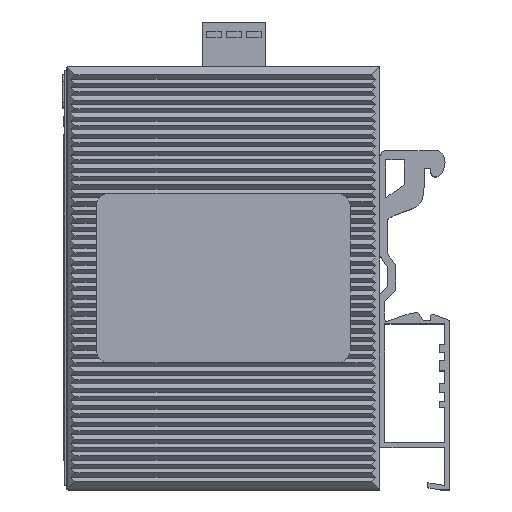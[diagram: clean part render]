
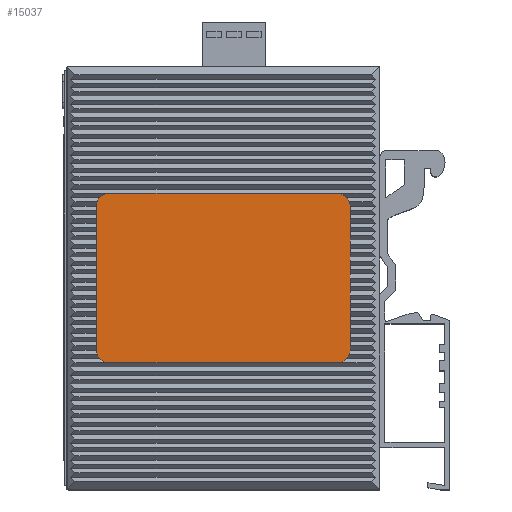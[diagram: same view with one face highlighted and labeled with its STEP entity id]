
A CAD part, top view. The second image highlights one B-rep face of the part: STEP entity #15037.
In plain terms, the highlighted planar face has unit normal (0, 0, 1).
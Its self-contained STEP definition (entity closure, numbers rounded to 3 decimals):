
#108=CIRCLE('',#15792,3.);
#109=CIRCLE('',#15798,3.);
#110=CIRCLE('',#15805,3.);
#111=CIRCLE('',#15811,3.);
#1519=LINE('',#23880,#3432);
#1592=LINE('',#24042,#3505);
#1594=LINE('',#24054,#3507);
#1596=LINE('',#24057,#3509);
#3432=VECTOR('',#18500,34.);
#3505=VECTOR('',#18595,34.);
#3507=VECTOR('',#18609,54.);
#3509=VECTOR('',#18613,54.);
#4613=FACE_OUTER_BOUND('',#5456,.T.);
#5456=EDGE_LOOP('',(#12426,#12427,#12428,#12429,#12430,#12431,#12432,#12433));
#6951=VERTEX_POINT('',#23867);
#6952=VERTEX_POINT('',#23869);
#6956=VERTEX_POINT('',#23879);
#6991=VERTEX_POINT('',#23951);
#6998=VERTEX_POINT('',#23966);
#6999=VERTEX_POINT('',#23968);
#7034=VERTEX_POINT('',#24040);
#7038=VERTEX_POINT('',#24050);
#8825=EDGE_CURVE('',#6952,#6951,#108,.T.);
#8830=EDGE_CURVE('',#6956,#6952,#1519,.T.);
#8866=EDGE_CURVE('',#6991,#6956,#109,.T.);
#8874=EDGE_CURVE('',#6999,#6998,#110,.T.);
#8911=EDGE_CURVE('',#6998,#7034,#1592,.T.);
#8916=EDGE_CURVE('',#7034,#7038,#111,.T.);
#8917=EDGE_CURVE('',#7038,#6991,#1594,.T.);
#8919=EDGE_CURVE('',#6951,#6999,#1596,.T.);
#12426=ORIENTED_EDGE('',*,*,#8874,.T.);
#12427=ORIENTED_EDGE('',*,*,#8911,.T.);
#12428=ORIENTED_EDGE('',*,*,#8916,.T.);
#12429=ORIENTED_EDGE('',*,*,#8917,.T.);
#12430=ORIENTED_EDGE('',*,*,#8866,.T.);
#12431=ORIENTED_EDGE('',*,*,#8830,.T.);
#12432=ORIENTED_EDGE('',*,*,#8825,.T.);
#12433=ORIENTED_EDGE('',*,*,#8919,.T.);
#14022=PLANE('',#15814);
#15037=ADVANCED_FACE('',(#4613),#14022,.T.);
#15792=AXIS2_PLACEMENT_3D('',#23870,#18490,#18491);
#15798=AXIS2_PLACEMENT_3D('',#23952,#18539,#18540);
#15805=AXIS2_PLACEMENT_3D('',#23969,#18555,#18556);
#15811=AXIS2_PLACEMENT_3D('',#24052,#18605,#18606);
#15814=AXIS2_PLACEMENT_3D('',#24059,#18615,#18616);
#18490=DIRECTION('center_axis',(0.,0.,1.));
#18491=DIRECTION('ref_axis',(0.,1.,0.));
#18500=DIRECTION('',(0.,1.,0.));
#18539=DIRECTION('center_axis',(0.,0.,1.));
#18540=DIRECTION('ref_axis',(1.,0.,0.));
#18555=DIRECTION('center_axis',(0.,0.,1.));
#18556=DIRECTION('ref_axis',(-1.,0.,0.));
#18595=DIRECTION('',(0.,-1.,0.));
#18605=DIRECTION('center_axis',(0.,0.,1.));
#18606=DIRECTION('ref_axis',(0.,-1.,0.));
#18609=DIRECTION('',(1.,0.,0.));
#18613=DIRECTION('',(-1.,0.,0.));
#18615=DIRECTION('center_axis',(0.,0.,
1.));
#18616=DIRECTION('ref_axis',(1.,0.,0.));
#23867=CARTESIAN_POINT('',(39.515,-13.493,23.4));
#23869=CARTESIAN_POINT('',(42.515,-16.493,23.4));
#23870=CARTESIAN_POINT('Origin',(39.515,-16.493,23.4));
#23879=CARTESIAN_POINT('',(42.515,-50.493,23.4));
#23880=CARTESIAN_POINT('',(42.515,-16.493,23.4));
#23951=CARTESIAN_POINT('',(39.515,-53.493,23.4));
#23952=CARTESIAN_POINT('Origin',(39.515,-50.493,23.4));
#23966=CARTESIAN_POINT('',(-17.485,-16.493,23.4));
#23968=CARTESIAN_POINT('',(-14.485,-13.493,23.4));
#23969=CARTESIAN_POINT('Origin',(-14.485,-16.493,23.4));
#24040=CARTESIAN_POINT('',(-17.485,-50.493,23.4));
#24042=CARTESIAN_POINT('',(-17.485,-50.493,23.4));
#24050=CARTESIAN_POINT('',(-14.485,-53.493,23.4));
#24052=CARTESIAN_POINT('Origin',(-14.485,-50.493,23.4));
#24054=CARTESIAN_POINT('',(39.515,-53.493,23.4));
#24057=CARTESIAN_POINT('',(-14.485,-13.493,23.4));
#24059=CARTESIAN_POINT('Origin',(12.515,-33.493,23.4));
